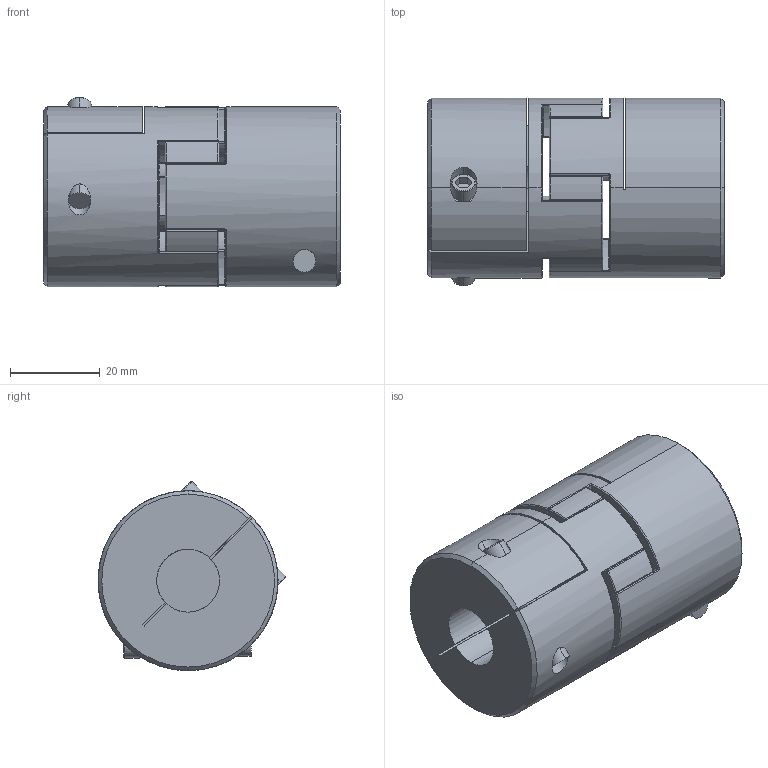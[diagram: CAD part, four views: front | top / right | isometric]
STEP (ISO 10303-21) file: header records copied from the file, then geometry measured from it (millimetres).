
FILE_DESCRIPTION (( 'STEP AP214' ), '1' );
FILE_NAME ('薊粣ん[LYCA-4066].STEP', '2022-09-04T23:46:59', ( 'China' ), ( 'Home' ), 'SwSTEP 2.0', 'SolidWorks 2017', '' );
FILE_SCHEMA (( 'AUTOMOTIVE_DESIGN' ));
Length unit declared in the file: millimetre
Products named in the file (1): 薊粣ん[LYCA-4066]
Bounding box: 66 x 41.75 x 42.09 mm (x, y, z)
Volume: 66332.1 mm3; surface area: 24269.1 mm2
Topology: 3 solids, 3 shells, 406 faces, 958 edges, 539 vertices
Faces by surface type: torus 146, cylinder 135, sphere 58, plane 50, bspline 12, cone 5
Entity records: 14673 total; most frequent: CARTESIAN_POINT 2399, DIRECTION 2313, ORIENTED_EDGE 1820, AXIS2_PLACEMENT_3D 1047, EDGE_CURVE 910, CIRCLE 652, VERTEX_POINT 515, EDGE_LOOP 419
